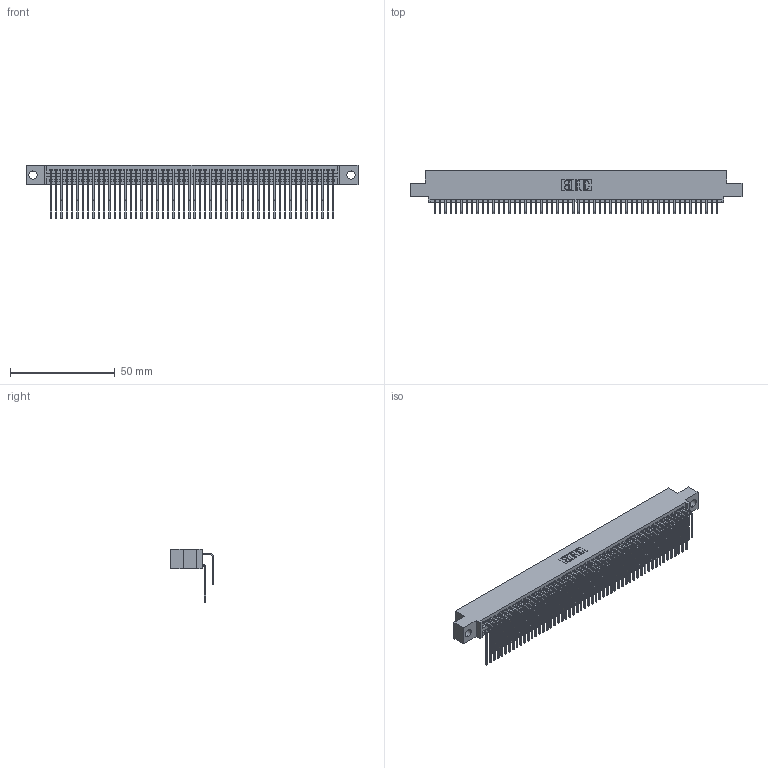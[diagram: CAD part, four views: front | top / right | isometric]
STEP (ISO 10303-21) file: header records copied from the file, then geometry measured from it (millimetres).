
FILE_DESCRIPTION (( 'STEP AP203' ), '1' );
FILE_NAME ('395-108-559-504.STEP', '2021-06-17T17:24:32', ( '' ), ( '' ), 'SwSTEP 2.0', 'SolidWorks 2020', '' );
FILE_SCHEMA (( 'CONFIG_CONTROL_DESIGN' ));
Length unit declared in the file: inch
Products named in the file (4): 345-292-001_559 Tail - 2; 345-292-001_558 559 Tail - 1; 345 Part_0.110 Offset - 0.156 Dia-TI; 395-108-559-504
Assembly tree (109 placements, depth 2):
  395-108-559-504
    345 Part_0.110 Offset - 0.156 Dia-TI
    345-292-001_558 559 Tail - 1  x54
    345-292-001_559 Tail - 2  x54
Bounding box: 158.37 x 20.56 x 25.53 mm (x, y, z)
Volume: 15939.2 mm3; surface area: 26667.4 mm2
Topology: 109 solids, 109 shells, 5760 faces, 17129 edges, 11274 vertices
Faces by surface type: plane 3878, cylinder 1882
Entity records: 42957 total; most frequent: CARTESIAN_POINT 7241, ORIENTED_EDGE 7122, DIRECTION 6341, EDGE_CURVE 3561, VECTOR 3173, LINE 3173, VERTEX_POINT 2370, AXIS2_PLACEMENT_3D 1584
